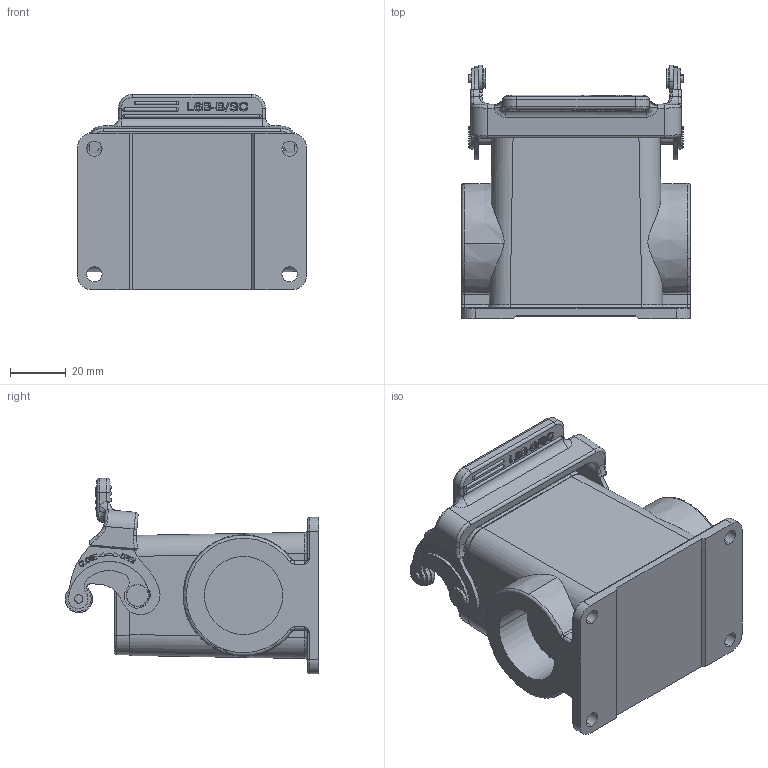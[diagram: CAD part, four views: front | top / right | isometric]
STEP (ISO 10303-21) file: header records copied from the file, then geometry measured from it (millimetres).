
FILE_DESCRIPTION((''),'2;1');
FILE_NAME('PRT0030','2024-02-04T',('13001'),(''),'PRO/ENGINEER BY PARAMETRIC TECHNOLOGY CORPORATION, 2012480','PRO/ENGINEER BY PARAMETRIC TECHNOLOGY CORPORATION, 2012480','');
FILE_SCHEMA(('CONFIG_CONTROL_DESIGN'));
Length unit declared in the file: millimetre
Products named in the file (1): PRT0030
Bounding box: 82 x 90.94 x 69.97 mm (x, y, z)
Volume: 119914.2 mm3; surface area: 46163.4 mm2
Topology: 1 solids, 12 shells, 1040 faces, 2794 edges, 1840 vertices
Faces by surface type: plane 425, extrusion 257, cylinder 224, bspline 52, torus 42, cone 26, sphere 14
Entity records: 37653 total; most frequent: CARTESIAN_POINT 12738, ORIENTED_EDGE 5552, DIRECTION 4311, EDGE_CURVE 2776, VERTEX_POINT 1840, VECTOR 1683, LINE 1426, AXIS2_PLACEMENT_3D 1314
